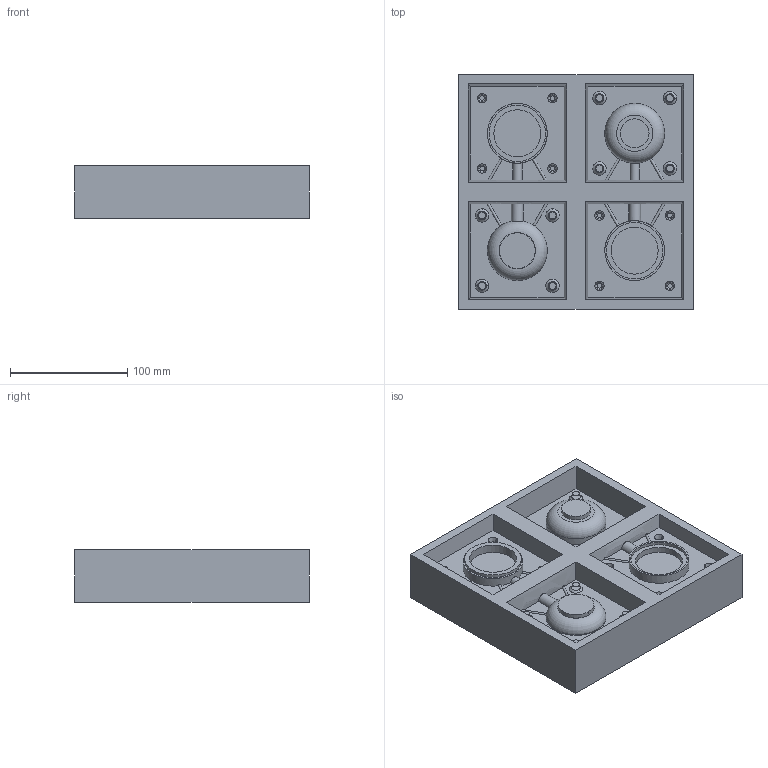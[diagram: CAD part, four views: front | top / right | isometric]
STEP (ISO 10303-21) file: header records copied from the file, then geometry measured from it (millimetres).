
FILE_DESCRIPTION(/* description */ (''),/* implementation_level */ '2;1');
FILE_NAME(/* name */ 'w10_lego.step',/* time_stamp */ '2018-06-11T11:31:18+02:00',/* author */ (''),/* organization */ (''),/* preprocessor_version */ 'ST-DEVELOPER v17',/* originating_system */ 'Autodesk Translation Framework v7.1.0.215',/* authorisation */ '');
FILE_SCHEMA (('AUTOMOTIVE_DESIGN { 1 0 10303 214 3 1 1 }'));
Length unit declared in the file: millimetre
Products named in the file (1): lego fail
Bounding box: 200 x 200 x 45 mm (x, y, z)
Volume: 1436287.5 mm3; surface area: 144637.8 mm2
Topology: 1 solids, 1 shells, 149 faces, 356 edges, 235 vertices
Faces by surface type: plane 56, bspline 46, cylinder 25, cone 20, torus 2
Full cylindrical faces by diameter (mm): 24.5 x1, 40 x1, 48 x2, 51 x3
Entity records: 7445 total; most frequent: CARTESIAN_POINT 4248, ORIENTED_EDGE 712, DIRECTION 527, EDGE_CURVE 356, VERTEX_POINT 235, AXIS2_PLACEMENT_3D 186, EDGE_LOOP 175, LINE 155
